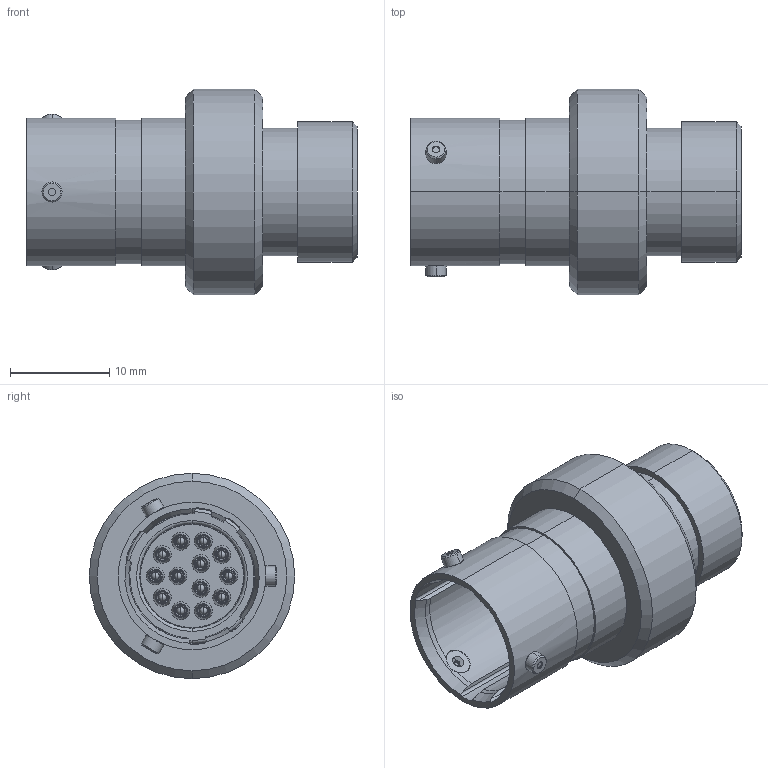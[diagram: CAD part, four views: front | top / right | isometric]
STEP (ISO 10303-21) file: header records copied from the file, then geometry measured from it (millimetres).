
FILE_DESCRIPTION (( 'STEP AP214' ), '1' );
FILE_NAME ('AS110-35PC.STEP', '2022-11-10T12:02:15', ( '' ), ( '' ), 'SwSTEP 2.0', 'SolidWorks 2020', '' );
FILE_SCHEMA (( 'AUTOMOTIVE_DESIGN' ));
Length unit declared in the file: millimetre
Products named in the file (1): AS110-35PC
Bounding box: 33.3 x 20.7 x 20.7 mm (x, y, z)
Volume: 4529.1 mm3; surface area: 6277.2 mm2
Topology: 24 solids, 24 shells, 1073 faces, 2257 edges, 1307 vertices
Faces by surface type: torus 384, cylinder 362, cone 160, plane 151, sphere 16
Entity records: 41301 total; most frequent: DIRECTION 5978, CARTESIAN_POINT 5001, ORIENTED_EDGE 4486, AXIS2_PLACEMENT_3D 2713, EDGE_CURVE 2243, CIRCLE 1639, VERTEX_POINT 1303, EDGE_LOOP 1248
